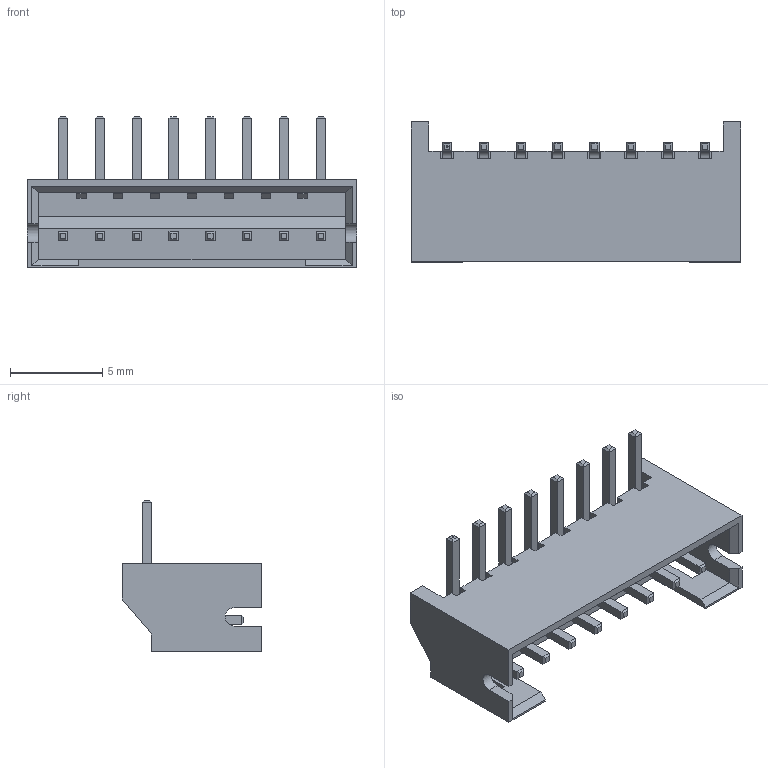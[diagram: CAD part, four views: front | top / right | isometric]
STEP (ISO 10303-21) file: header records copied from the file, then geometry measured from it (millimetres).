
FILE_DESCRIPTION (( 'STEP AP214' ), '1' );
FILE_NAME ('JST-S8B-PH-K-S.STEP', '2020-12-29T22:15:24', ( '' ), ( '' ), 'SwSTEP 2.0', 'SolidWorks 2020', '' );
FILE_SCHEMA (( 'AUTOMOTIVE_DESIGN' ));
Length unit declared in the file: millimetre
Products named in the file (1): JST-S8B-PH-K-S
Bounding box: 17.9 x 7.6 x 8.2 mm (x, y, z)
Volume: 239 mm3; surface area: 739.7 mm2
Topology: 1 solids, 1 shells, 291 faces, 724 edges, 448 vertices
Faces by surface type: plane 255, bspline 32, cylinder 4
Entity records: 12600 total; most frequent: CARTESIAN_POINT 2584, ORIENTED_EDGE 1448, DIRECTION 1284, EDGE_CURVE 724, VECTOR 684, LINE 684, VERTEX_POINT 448, EDGE_LOOP 308
